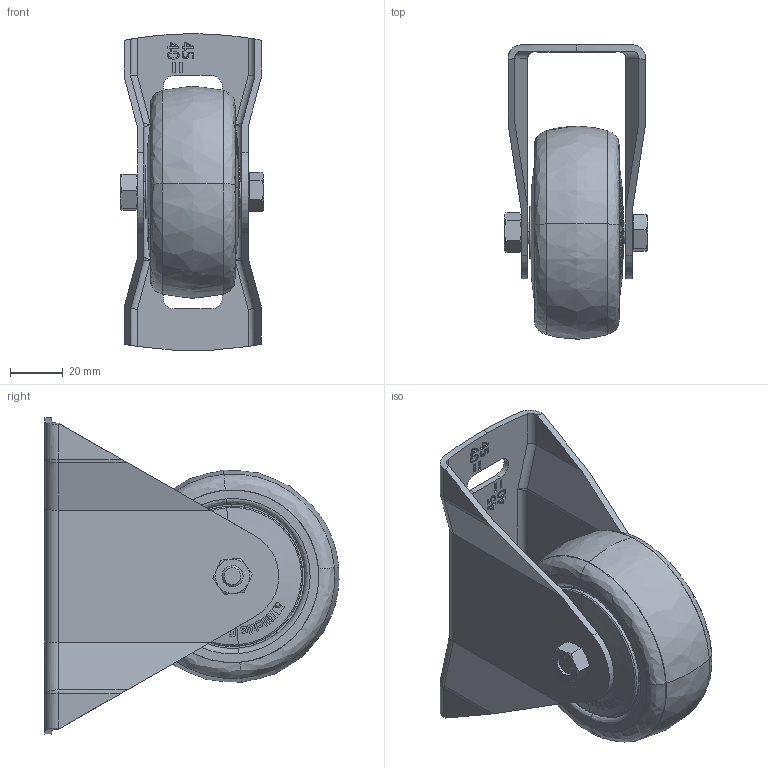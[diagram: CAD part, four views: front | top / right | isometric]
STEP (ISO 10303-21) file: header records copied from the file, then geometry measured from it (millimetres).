
FILE_DESCRIPTION (( 'STEP AP214' ), '1' );
FILE_NAME ('Accessories for aluminium profiles098F080T4045N.step', '2016-10-19T16:57:48', ( '' ), ( '' ), 'SwSTEP 2.0', 'SolidWorks 2016', '' );
FILE_SCHEMA (( 'AUTOMOTIVE_DESIGN' ));
Length unit declared in the file: millimetre
Products named in the file (5): TPA_80_8K-FK_574186-214_selction no pls; 098F4045R u.Tab_098F0804045; 4DIN934M08M; 4DIN931M08048MS01; Accessories for aluminium profiles098F080T4045N
Assembly tree (4 placements, depth 2):
  Accessories for aluminium profiles098F080T4045N
    4DIN931M08048MS01
    4DIN934M08M
    098F4045R u.Tab_098F0804045
    TPA_80_8K-FK_574186-214_selction no pls
Bounding box: 54.2 x 111.32 x 119.82 mm (x, y, z)
Volume: 244741 mm3; surface area: 71571.9 mm2
Topology: 5 solids, 5 shells, 823 faces, 2147 edges, 1395 vertices
Faces by surface type: plane 427, bspline 252, cone 81, cylinder 59, sphere 4
Entity records: 46503 total; most frequent: CARTESIAN_POINT 23384, ORIENTED_EDGE 4278, DIRECTION 2386, EDGE_CURVE 2139, VERTEX_POINT 1395, B_SPLINE_CURVE_WITH_KNOTS 1038, EDGE_LOOP 906, LINE 884
